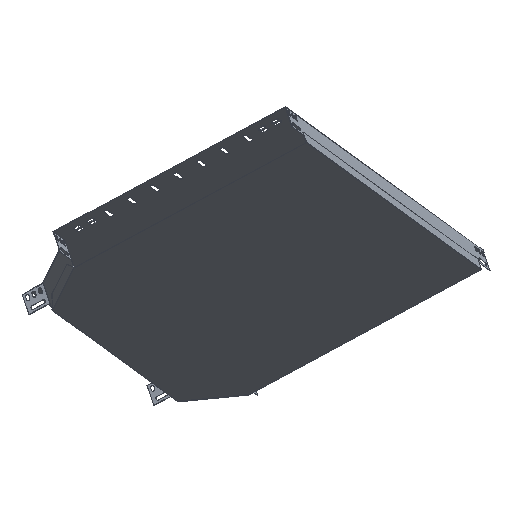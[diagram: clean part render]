
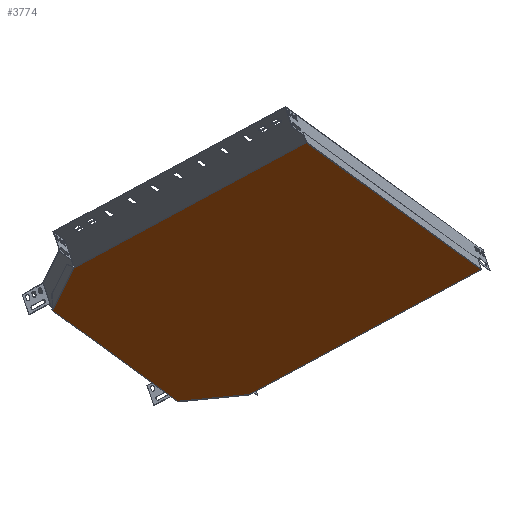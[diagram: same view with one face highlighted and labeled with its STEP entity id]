
A CAD part, front view. The second image highlights one B-rep face of the part: STEP entity #3774.
In plain terms, the highlighted planar face has unit normal (0.283, -0.485, -0.827).
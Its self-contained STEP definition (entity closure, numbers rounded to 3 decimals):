
#5 = VERTEX_POINT ( 'NONE', #5530 ) ;
#28 = CARTESIAN_POINT ( 'NONE',  ( -371.888, 82.037, 48.734 ) ) ;
#44 = LINE ( 'NONE', #9918, #9532 ) ;
#221 = ORIENTED_EDGE ( 'NONE', *, *, #9243, .F. ) ;
#304 = VERTEX_POINT ( 'NONE', #10377 ) ;
#398 = EDGE_CURVE ( 'NONE', #11536, #1924, #3250, .T. ) ;
#406 = CARTESIAN_POINT ( 'NONE',  ( 90.182, -171.791, 355.675 ) ) ;
#472 = LINE ( 'NONE', #10268, #9378 ) ;
#578 = CARTESIAN_POINT ( 'NONE',  ( -14.613, 551.862, -104.802 ) ) ;
#753 = VECTOR ( 'NONE', #6935, 1000. ) ;
#1026 = EDGE_CURVE ( 'NONE', #10509, #10771, #4927, .T. ) ;
#1362 = VERTEX_POINT ( 'NONE', #578 ) ;
#1537 = CARTESIAN_POINT ( 'NONE',  ( -145.578, 496.987, -117.381 ) ) ;
#1808 = DIRECTION ( 'NONE',  ( 0.845, -0.283, 0.455 ) ) ;
#1924 = VERTEX_POINT ( 'NONE', #8528 ) ;
#2187 = CARTESIAN_POINT ( 'NONE',  ( 90.021, -170.629, 354.938 ) ) ;
#2277 = VECTOR ( 'NONE', #3222, 1000. ) ;
#2310 = LINE ( 'NONE', #8091, #9357 ) ;
#2537 = DIRECTION ( 'NONE',  ( 0.455, 0.827, -0.33 ) ) ;
#2877 = FACE_OUTER_BOUND ( 'NONE', #11156, .T. ) ;
#2917 = CARTESIAN_POINT ( 'NONE',  ( -332.911, -28.974, 127.203 ) ) ;
#2927 = CARTESIAN_POINT ( 'NONE',  ( -373.486, 82.386, 47.983 ) ) ;
#2932 = VECTOR ( 'NONE', #1808, 1000. ) ;
#3104 = VECTOR ( 'NONE', #4126, 1000. ) ;
#3170 = EDGE_CURVE ( 'NONE', #9999, #304, #10053, .T. ) ;
#3222 = DIRECTION ( 'NONE',  ( -0.845, 0.283, -0.455 ) ) ;
#3250 = LINE ( 'NONE', #10927, #2932 ) ;
#3304 = LINE ( 'NONE', #406, #753 ) ;
#3305 = CARTESIAN_POINT ( 'NONE',  ( -333.462, -29.205, 127.15 ) ) ;
#3320 = ORIENTED_EDGE ( 'NONE', *, *, #8653, .T. ) ;
#3446 = ORIENTED_EDGE ( 'NONE', *, *, #10587, .T. ) ;
#3498 = LINE ( 'NONE', #3305, #5995 ) ;
#3596 = DIRECTION ( 'NONE',  ( -0.455, -0.827, 0.33 ) ) ;
#3774 = ADVANCED_FACE ( 'NONE', ( #2877 ), #8131, .F. ) ;
#3808 = CARTESIAN_POINT ( 'NONE',  ( -334.197, -29.513, 127.08 ) ) ;
#4054 = VECTOR ( 'NONE', #8263, 1000. ) ;
#4126 = DIRECTION ( 'NONE',  ( 0.276, -0.785, 0.555 ) ) ;
#4927 = LINE ( 'NONE', #2187, #2277 ) ;
#5001 = DIRECTION ( 'NONE',  ( 0.276, -0.785, 0.555 ) ) ;
#5380 = CARTESIAN_POINT ( 'NONE',  ( 90.697, -170.855, 355.302 ) ) ;
#5441 = DIRECTION ( 'NONE',  ( 0.919, 0.385, 0.088 ) ) ;
#5451 = VECTOR ( 'NONE', #5441, 1000. ) ;
#5530 = CARTESIAN_POINT ( 'NONE',  ( -373.174, 81.498, 48.61 ) ) ;
#5563 = VERTEX_POINT ( 'NONE', #3808 ) ;
#5593 = AXIS2_PLACEMENT_3D ( 'NONE', #6354, #9002, #3596 ) ;
#5995 = VECTOR ( 'NONE', #10512, 1000. ) ;
#6291 = ORIENTED_EDGE ( 'NONE', *, *, #7396, .F. ) ;
#6354 = CARTESIAN_POINT ( 'NONE',  ( -469.486, 360.008, -147.753 ) ) ;
#6575 = CARTESIAN_POINT ( 'NONE',  ( -144.539, 497.423, -117.281 ) ) ;
#6935 = DIRECTION ( 'NONE',  ( 0.455, 0.827, -0.33 ) ) ;
#7305 = DIRECTION ( 'NONE',  ( 0.919, 0.385, 0.088 ) ) ;
#7396 = EDGE_CURVE ( 'NONE', #10509, #1924, #3304, .T. ) ;
#7495 = ORIENTED_EDGE ( 'NONE', *, *, #11070, .F. ) ;
#7631 = VERTEX_POINT ( 'NONE', #28 ) ;
#8091 = CARTESIAN_POINT ( 'NONE',  ( -371.888, 82.037, 48.734 ) ) ;
#8131 = PLANE ( 'NONE',  #5593 ) ;
#8263 = DIRECTION ( 'NONE',  ( 0.276, -0.785, 0.555 ) ) ;
#8287 = EDGE_CURVE ( 'NONE', #5, #7631, #44, .T. ) ;
#8345 = LINE ( 'NONE', #1537, #5451 ) ;
#8348 = ORIENTED_EDGE ( 'NONE', *, *, #1026, .T. ) ;
#8397 = ORIENTED_EDGE ( 'NONE', *, *, #398, .T. ) ;
#8528 = CARTESIAN_POINT ( 'NONE',  ( 409.38, 408.882, 124.074 ) ) ;
#8653 = EDGE_CURVE ( 'NONE', #1362, #11536, #472, .T. ) ;
#8825 = LINE ( 'NONE', #2927, #4054 ) ;
#9002 = DIRECTION ( 'NONE',  ( -0.283, 0.485, 0.827 ) ) ;
#9243 = EDGE_CURVE ( 'NONE', #5, #5563, #8825, .T. ) ;
#9357 = VECTOR ( 'NONE', #2537, 1000. ) ;
#9378 = VECTOR ( 'NONE', #5001, 1000. ) ;
#9397 = ORIENTED_EDGE ( 'NONE', *, *, #9795, .T. ) ;
#9485 = CARTESIAN_POINT ( 'NONE',  ( -144.318, 496.795, -116.837 ) ) ;
#9532 = VECTOR ( 'NONE', #7305, 1000. ) ;
#9795 = EDGE_CURVE ( 'NONE', #7631, #304, #2310, .T. ) ;
#9880 = ORIENTED_EDGE ( 'NONE', *, *, #3170, .F. ) ;
#9918 = CARTESIAN_POINT ( 'NONE',  ( -372.439, 81.806, 48.681 ) ) ;
#9999 = VERTEX_POINT ( 'NONE', #6575 ) ;
#10053 = LINE ( 'NONE', #9485, #3104 ) ;
#10268 = CARTESIAN_POINT ( 'NONE',  ( -14.393, 551.234, -104.358 ) ) ;
#10377 = CARTESIAN_POINT ( 'NONE',  ( -144.153, 496.324, -116.504 ) ) ;
#10509 = VERTEX_POINT ( 'NONE', #5380 ) ;
#10512 = DIRECTION ( 'NONE',  ( 0.919, 0.385, 0.088 ) ) ;
#10587 = EDGE_CURVE ( 'NONE', #9999, #1362, #8345, .T. ) ;
#10771 = VERTEX_POINT ( 'NONE', #2917 ) ;
#10887 = CARTESIAN_POINT ( 'NONE',  ( -14.227, 550.763, -104.025 ) ) ;
#10927 = CARTESIAN_POINT ( 'NONE',  ( -14.227, 550.763, -104.025 ) ) ;
#11070 = EDGE_CURVE ( 'NONE', #5563, #10771, #3498, .T. ) ;
#11136 = ORIENTED_EDGE ( 'NONE', *, *, #8287, .T. ) ;
#11156 = EDGE_LOOP ( 'NONE', ( #9397, #9880, #3446, #3320, #8397, #6291, #8348, #7495, #221, #11136 ) ) ;
#11536 = VERTEX_POINT ( 'NONE', #10887 ) ;
